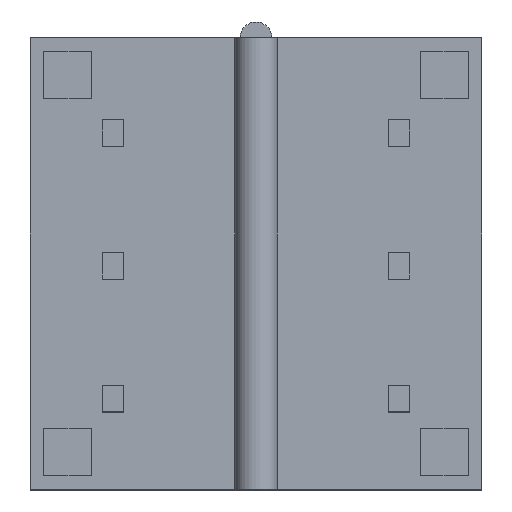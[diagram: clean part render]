
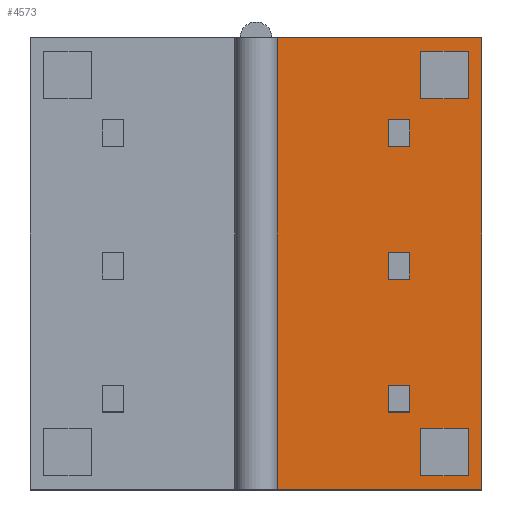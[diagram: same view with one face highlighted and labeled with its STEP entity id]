
A CAD part, top view. The second image highlights one B-rep face of the part: STEP entity #4573.
In plain terms, the highlighted planar face has unit normal (0, 0, 1).
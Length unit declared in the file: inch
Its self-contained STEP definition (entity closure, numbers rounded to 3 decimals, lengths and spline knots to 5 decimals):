
#28=FACE_BOUND('',#1917,.T.);
#29=FACE_BOUND('',#1918,.T.);
#30=FACE_BOUND('',#1919,.T.);
#31=FACE_BOUND('',#1920,.T.);
#32=FACE_BOUND('',#1921,.T.);
#182=PLANE('',#4872);
#664=LINE('',#7013,#1276);
#677=LINE('',#7038,#1289);
#718=LINE('',#7111,#1330);
#721=LINE('',#7116,#1333);
#722=LINE('',#7120,#1334);
#723=LINE('',#7122,#1335);
#724=LINE('',#7124,#1336);
#725=LINE('',#7125,#1337);
#726=LINE('',#7128,#1338);
#727=LINE('',#7130,#1339);
#728=LINE('',#7132,#1340);
#729=LINE('',#7133,#1341);
#730=LINE('',#7136,#1342);
#731=LINE('',#7138,#1343);
#732=LINE('',#7140,#1344);
#733=LINE('',#7141,#1345);
#734=LINE('',#7144,#1346);
#735=LINE('',#7146,#1347);
#736=LINE('',#7148,#1348);
#737=LINE('',#7149,#1349);
#738=LINE('',#7152,#1350);
#739=LINE('',#7154,#1351);
#740=LINE('',#7156,#1352);
#741=LINE('',#7157,#1353);
#1276=VECTOR('',#5728,0.3937);
#1289=VECTOR('',#5745,0.3937);
#1330=VECTOR('',#5816,0.3937);
#1333=VECTOR('',#5823,0.3937);
#1334=VECTOR('',#5826,0.3937);
#1335=VECTOR('',#5827,0.3937);
#1336=VECTOR('',#5828,0.3937);
#1337=VECTOR('',#5829,0.3937);
#1338=VECTOR('',#5830,0.3937);
#1339=VECTOR('',#5831,0.3937);
#1340=VECTOR('',#5832,0.3937);
#1341=VECTOR('',#5833,0.3937);
#1342=VECTOR('',#5834,0.3937);
#1343=VECTOR('',#5835,0.3937);
#1344=VECTOR('',#5836,0.3937);
#1345=VECTOR('',#5837,0.3937);
#1346=VECTOR('',#5838,0.3937);
#1347=VECTOR('',#5839,0.3937);
#1348=VECTOR('',#5840,0.3937);
#1349=VECTOR('',#5841,0.3937);
#1350=VECTOR('',#5842,0.3937);
#1351=VECTOR('',#5843,0.3937);
#1352=VECTOR('',#5844,0.3937);
#1353=VECTOR('',#5845,0.3937);
#1666=FACE_OUTER_BOUND('',#1916,.T.);
#1916=EDGE_LOOP('',(#4048,#4049,#4050,#4051));
#1917=EDGE_LOOP('',(#4052,#4053,#4054,#4055));
#1918=EDGE_LOOP('',(#4056,#4057,#4058,#4059));
#1919=EDGE_LOOP('',(#4060,#4061,#4062,#4063));
#1920=EDGE_LOOP('',(#4064,#4065,#4066,#4067));
#1921=EDGE_LOOP('',(#4068,#4069,#4070,#4071));
#2332=VERTEX_POINT('',#7010);
#2333=VERTEX_POINT('',#7012);
#2342=VERTEX_POINT('',#7035);
#2343=VERTEX_POINT('',#7037);
#2361=VERTEX_POINT('',#7118);
#2362=VERTEX_POINT('',#7119);
#2363=VERTEX_POINT('',#7121);
#2364=VERTEX_POINT('',#7123);
#2365=VERTEX_POINT('',#7126);
#2366=VERTEX_POINT('',#7127);
#2367=VERTEX_POINT('',#7129);
#2368=VERTEX_POINT('',#7131);
#2369=VERTEX_POINT('',#7134);
#2370=VERTEX_POINT('',#7135);
#2371=VERTEX_POINT('',#7137);
#2372=VERTEX_POINT('',#7139);
#2373=VERTEX_POINT('',#7142);
#2374=VERTEX_POINT('',#7143);
#2375=VERTEX_POINT('',#7145);
#2376=VERTEX_POINT('',#7147);
#2377=VERTEX_POINT('',#7150);
#2378=VERTEX_POINT('',#7151);
#2379=VERTEX_POINT('',#7153);
#2380=VERTEX_POINT('',#7155);
#2897=EDGE_CURVE('',#2332,#2333,#664,.T.);
#2910=EDGE_CURVE('',#2342,#2343,#677,.T.);
#2952=EDGE_CURVE('',#2333,#2342,#718,.T.);
#2955=EDGE_CURVE('',#2332,#2343,#721,.T.);
#2956=EDGE_CURVE('',#2361,#2362,#722,.T.);
#2957=EDGE_CURVE('',#2362,#2363,#723,.T.);
#2958=EDGE_CURVE('',#2363,#2364,#724,.T.);
#2959=EDGE_CURVE('',#2364,#2361,#725,.T.);
#2960=EDGE_CURVE('',#2365,#2366,#726,.T.);
#2961=EDGE_CURVE('',#2366,#2367,#727,.T.);
#2962=EDGE_CURVE('',#2367,#2368,#728,.T.);
#2963=EDGE_CURVE('',#2368,#2365,#729,.T.);
#2964=EDGE_CURVE('',#2369,#2370,#730,.T.);
#2965=EDGE_CURVE('',#2370,#2371,#731,.T.);
#2966=EDGE_CURVE('',#2371,#2372,#732,.T.);
#2967=EDGE_CURVE('',#2372,#2369,#733,.T.);
#2968=EDGE_CURVE('',#2373,#2374,#734,.T.);
#2969=EDGE_CURVE('',#2374,#2375,#735,.T.);
#2970=EDGE_CURVE('',#2375,#2376,#736,.T.);
#2971=EDGE_CURVE('',#2376,#2373,#737,.T.);
#2972=EDGE_CURVE('',#2377,#2378,#738,.T.);
#2973=EDGE_CURVE('',#2378,#2379,#739,.T.);
#2974=EDGE_CURVE('',#2379,#2380,#740,.T.);
#2975=EDGE_CURVE('',#2380,#2377,#741,.T.);
#4048=ORIENTED_EDGE('',*,*,#2955,.T.);
#4049=ORIENTED_EDGE('',*,*,#2910,.F.);
#4050=ORIENTED_EDGE('',*,*,#2952,.F.);
#4051=ORIENTED_EDGE('',*,*,#2897,.F.);
#4052=ORIENTED_EDGE('',*,*,#2956,.T.);
#4053=ORIENTED_EDGE('',*,*,#2957,.T.);
#4054=ORIENTED_EDGE('',*,*,#2958,.T.);
#4055=ORIENTED_EDGE('',*,*,#2959,.T.);
#4056=ORIENTED_EDGE('',*,*,#2960,.T.);
#4057=ORIENTED_EDGE('',*,*,#2961,.T.);
#4058=ORIENTED_EDGE('',*,*,#2962,.T.);
#4059=ORIENTED_EDGE('',*,*,#2963,.T.);
#4060=ORIENTED_EDGE('',*,*,#2964,.T.);
#4061=ORIENTED_EDGE('',*,*,#2965,.T.);
#4062=ORIENTED_EDGE('',*,*,#2966,.T.);
#4063=ORIENTED_EDGE('',*,*,#2967,.T.);
#4064=ORIENTED_EDGE('',*,*,#2968,.T.);
#4065=ORIENTED_EDGE('',*,*,#2969,.T.);
#4066=ORIENTED_EDGE('',*,*,#2970,.T.);
#4067=ORIENTED_EDGE('',*,*,#2971,.T.);
#4068=ORIENTED_EDGE('',*,*,#2972,.T.);
#4069=ORIENTED_EDGE('',*,*,#2973,.T.);
#4070=ORIENTED_EDGE('',*,*,#2974,.T.);
#4071=ORIENTED_EDGE('',*,*,#2975,.T.);
#4573=ADVANCED_FACE('',(#1666,#28,#29,#30,#31,#32),#182,.T.);
#4872=AXIS2_PLACEMENT_3D('',#7117,#5824,#5825);
#5728=DIRECTION('',(1.,0.,0.));
#5745=DIRECTION('',(-1.,0.,0.));
#5816=DIRECTION('',(0.,-1.,0.));
#5823=DIRECTION('',(0.,-1.,0.));
#5824=DIRECTION('center_axis',(0.,0.,1.));
#5825=DIRECTION('ref_axis',(1.,0.,0.));
#5826=DIRECTION('',(0.,1.,0.));
#5827=DIRECTION('',(1.,0.,0.));
#5828=DIRECTION('',(0.,-1.,0.));
#5829=DIRECTION('',(-1.,0.,0.));
#5830=DIRECTION('',(0.,1.,0.));
#5831=DIRECTION('',(1.,0.,0.));
#5832=DIRECTION('',(0.,-1.,0.));
#5833=DIRECTION('',(-1.,0.,0.));
#5834=DIRECTION('',(0.,-1.,0.));
#5835=DIRECTION('',(-1.,0.,0.));
#5836=DIRECTION('',(0.,1.,0.));
#5837=DIRECTION('',(1.,0.,0.));
#5838=DIRECTION('',(0.,-1.,0.));
#5839=DIRECTION('',(-1.,0.,0.));
#5840=DIRECTION('',(0.,1.,0.));
#5841=DIRECTION('',(1.,0.,0.));
#5842=DIRECTION('',(0.,-1.,0.));
#5843=DIRECTION('',(-1.,0.,0.));
#5844=DIRECTION('',(0.,1.,0.));
#5845=DIRECTION('',(1.,0.,0.));
#7010=CARTESIAN_POINT('',(0.01575,0.16732,0.01969));
#7012=CARTESIAN_POINT('',(0.16732,0.16732,0.01969));
#7013=CARTESIAN_POINT('',(0.16732,0.16732,0.01969));
#7035=CARTESIAN_POINT('',(0.16732,-0.16732,0.01969));
#7037=CARTESIAN_POINT('',(0.01575,-0.16732,0.01969));
#7038=CARTESIAN_POINT('',(-0.16732,-0.16732,0.01969));
#7111=CARTESIAN_POINT('',(0.16732,-0.16732,0.01969));
#7116=CARTESIAN_POINT('',(0.01575,0.16732,0.01969));
#7117=CARTESIAN_POINT('Origin',(0.,0.,
0.01969));
#7118=CARTESIAN_POINT('',(0.09843,-0.01181,0.01969));
#7119=CARTESIAN_POINT('',(0.09843,0.00787,0.01969));
#7120=CARTESIAN_POINT('',(0.09843,-0.00591,0.01969));
#7121=CARTESIAN_POINT('',(0.11417,0.00787,0.01969));
#7122=CARTESIAN_POINT('',(0.04921,0.00787,0.01969));
#7123=CARTESIAN_POINT('',(0.11417,-0.01181,0.01969));
#7124=CARTESIAN_POINT('',(0.11417,0.00394,0.01969));
#7125=CARTESIAN_POINT('',(0.05709,-0.01181,0.01969));
#7126=CARTESIAN_POINT('',(0.09843,0.08661,0.01969));
#7127=CARTESIAN_POINT('',(0.09843,0.1063,0.01969));
#7128=CARTESIAN_POINT('',(0.09843,0.04331,0.01969));
#7129=CARTESIAN_POINT('',(0.11417,0.1063,0.01969));
#7130=CARTESIAN_POINT('',(0.04921,0.1063,0.01969));
#7131=CARTESIAN_POINT('',(0.11417,0.08661,0.01969));
#7132=CARTESIAN_POINT('',(0.11417,0.05315,0.01969));
#7133=CARTESIAN_POINT('',(0.05709,0.08661,0.01969));
#7134=CARTESIAN_POINT('',(0.11417,-0.09055,0.01969));
#7135=CARTESIAN_POINT('',(0.11417,-0.11024,0.01969));
#7136=CARTESIAN_POINT('',(0.11417,-0.04528,0.01969));
#7137=CARTESIAN_POINT('',(0.09843,-0.11024,0.01969));
#7138=CARTESIAN_POINT('',(0.05709,-0.11024,0.01969));
#7139=CARTESIAN_POINT('',(0.09843,-0.09055,0.01969));
#7140=CARTESIAN_POINT('',(0.09843,-0.05512,0.01969));
#7141=CARTESIAN_POINT('',(0.04921,-0.09055,0.01969));
#7142=CARTESIAN_POINT('',(0.15748,-0.12205,0.01969));
#7143=CARTESIAN_POINT('',(0.15748,-0.15748,0.01969));
#7144=CARTESIAN_POINT('',(0.15748,-0.06102,0.01969));
#7145=CARTESIAN_POINT('',(0.12205,-0.15748,0.01969));
#7146=CARTESIAN_POINT('',(0.07874,-0.15748,0.01969));
#7147=CARTESIAN_POINT('',(0.12205,-0.12205,0.01969));
#7148=CARTESIAN_POINT('',(0.12205,-0.07874,0.01969));
#7149=CARTESIAN_POINT('',(0.06102,-0.12205,0.01969));
#7150=CARTESIAN_POINT('',(0.15748,0.15748,0.01969));
#7151=CARTESIAN_POINT('',(0.15748,0.12205,0.01969));
#7152=CARTESIAN_POINT('',(0.15748,0.07874,0.01969));
#7153=CARTESIAN_POINT('',(0.12205,0.12205,0.01969));
#7154=CARTESIAN_POINT('',(0.07874,0.12205,0.01969));
#7155=CARTESIAN_POINT('',(0.12205,0.15748,0.01969));
#7156=CARTESIAN_POINT('',(0.12205,0.06102,0.01969));
#7157=CARTESIAN_POINT('',(0.06102,0.15748,0.01969));
